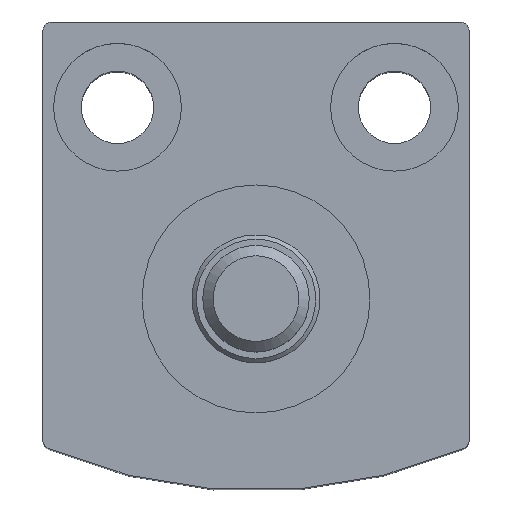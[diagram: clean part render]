
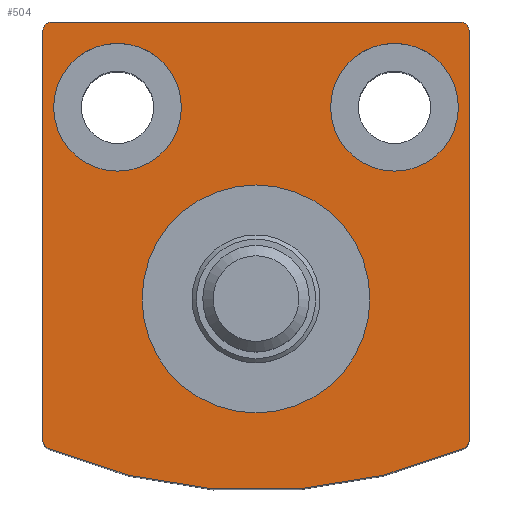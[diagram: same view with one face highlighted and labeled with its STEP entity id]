
A CAD part, top view. The second image highlights one B-rep face of the part: STEP entity #504.
In plain terms, the highlighted planar face has unit normal (0, 0, 1).
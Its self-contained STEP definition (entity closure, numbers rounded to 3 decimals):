
#36=CIRCLE('',#563,0.4);
#38=CIRCLE('',#566,25.);
#40=CIRCLE('',#569,0.4);
#42=CIRCLE('',#573,0.4);
#46=CIRCLE('',#579,0.4);
#50=CIRCLE('',#585,5.35);
#51=CIRCLE('',#586,3.);
#52=CIRCLE('',#587,3.);
#139=ORIENTED_EDGE('',*,*,#233,.F.);
#140=ORIENTED_EDGE('',*,*,#234,.T.);
#141=ORIENTED_EDGE('',*,*,#235,.T.);
#142=ORIENTED_EDGE('',*,*,#205,.T.);
#143=ORIENTED_EDGE('',*,*,#209,.T.);
#144=ORIENTED_EDGE('',*,*,#212,.T.);
#145=ORIENTED_EDGE('',*,*,#215,.T.);
#146=ORIENTED_EDGE('',*,*,#218,.T.);
#147=ORIENTED_EDGE('',*,*,#221,.T.);
#148=ORIENTED_EDGE('',*,*,#226,.T.);
#149=ORIENTED_EDGE('',*,*,#229,.T.);
#205=EDGE_CURVE('',#260,#261,#307,.T.);
#209=EDGE_CURVE('',#261,#264,#36,.T.);
#212=EDGE_CURVE('',#264,#266,#38,.T.);
#215=EDGE_CURVE('',#266,#268,#40,.T.);
#218=EDGE_CURVE('',#268,#270,#314,.T.);
#221=EDGE_CURVE('',#270,#272,#42,.T.);
#226=EDGE_CURVE('',#272,#276,#318,.T.);
#229=EDGE_CURVE('',#276,#260,#46,.T.);
#233=EDGE_CURVE('',#280,#280,#50,.T.);
#234=EDGE_CURVE('',#281,#281,#51,.T.);
#235=EDGE_CURVE('',#282,#282,#52,.T.);
#260=VERTEX_POINT('',#829);
#261=VERTEX_POINT('',#830);
#264=VERTEX_POINT('',#838);
#266=VERTEX_POINT('',#844);
#268=VERTEX_POINT('',#850);
#270=VERTEX_POINT('',#856);
#272=VERTEX_POINT('',#862);
#276=VERTEX_POINT('',#872);
#280=VERTEX_POINT('',#886);
#281=VERTEX_POINT('',#888);
#282=VERTEX_POINT('',#890);
#307=LINE('',#828,#321);
#314=LINE('',#855,#328);
#318=LINE('',#871,#332);
#321=VECTOR('',#648,1000.);
#328=VECTOR('',#675,1000.);
#332=VECTOR('',#691,1000.);
#348=EDGE_LOOP('',(#139));
#349=EDGE_LOOP('',(#140));
#350=EDGE_LOOP('',(#141));
#351=EDGE_LOOP('',(#142,#143,#144,#145,#146,#147,#148,#149));
#420=FACE_BOUND('',#348,.T.);
#421=FACE_BOUND('',#349,.T.);
#422=FACE_BOUND('',#350,.T.);
#423=FACE_BOUND('',#351,.T.);
#483=PLANE('',#584);
#504=ADVANCED_FACE('',(#420,#421,#422,#423),#483,.T.);
#563=AXIS2_PLACEMENT_3D('',#837,#654,#655);
#566=AXIS2_PLACEMENT_3D('',#843,#661,#662);
#569=AXIS2_PLACEMENT_3D('',#849,#668,#669);
#573=AXIS2_PLACEMENT_3D('',#861,#680,#681);
#579=AXIS2_PLACEMENT_3D('',#877,#696,#697);
#584=AXIS2_PLACEMENT_3D('',#884,#706,#707);
#585=AXIS2_PLACEMENT_3D('',#885,#708,#709);
#586=AXIS2_PLACEMENT_3D('',#887,#710,#711);
#587=AXIS2_PLACEMENT_3D('',#889,#712,#713);
#648=DIRECTION('',(0.,-1.,0.));
#654=DIRECTION('',(0.,0.,1.));
#655=DIRECTION('',(1.,0.,0.));
#661=DIRECTION('',(0.,0.,1.));
#662=DIRECTION('',(1.,0.,0.));
#668=DIRECTION('',(0.,0.,1.));
#669=DIRECTION('',(1.,0.,0.));
#675=DIRECTION('',(0.,1.,0.));
#680=DIRECTION('',(0.,0.,1.));
#681=DIRECTION('',(1.,0.,0.));
#691=DIRECTION('',(-1.,0.,0.));
#696=DIRECTION('',(0.,0.,1.));
#697=DIRECTION('',(1.,0.,0.));
#706=DIRECTION('',(0.,0.,1.));
#707=DIRECTION('',(1.,0.,0.));
#708=DIRECTION('',(0.,0.,1.));
#709=DIRECTION('',(1.,0.,0.));
#710=DIRECTION('',(0.,0.,-1.));
#711=DIRECTION('',(-1.,0.,0.));
#712=DIRECTION('',(0.,0.,-1.));
#713=DIRECTION('',(-1.,0.,0.));
#828=CARTESIAN_POINT('',(-10.,12.6,0.));
#829=CARTESIAN_POINT('',(-10.,12.6,0.));
#830=CARTESIAN_POINT('',(-10.,-6.65,0.));
#837=CARTESIAN_POINT('',(-9.6,-6.65,0.));
#838=CARTESIAN_POINT('',(-9.756,-7.018,0.));
#843=CARTESIAN_POINT('',(0.,16.,0.));
#844=CARTESIAN_POINT('',(9.756,-7.018,0.));
#849=CARTESIAN_POINT('',(9.6,-6.65,0.));
#850=CARTESIAN_POINT('',(10.,-6.65,0.));
#855=CARTESIAN_POINT('',(10.,-6.65,0.));
#856=CARTESIAN_POINT('',(10.,12.6,0.));
#861=CARTESIAN_POINT('',(9.6,12.6,0.));
#862=CARTESIAN_POINT('',(9.6,13.,0.));
#871=CARTESIAN_POINT('',(9.6,13.,0.));
#872=CARTESIAN_POINT('',(-9.6,13.,0.));
#877=CARTESIAN_POINT('',(-9.6,12.6,0.));
#884=CARTESIAN_POINT('',(-9.6,-6.65,0.));
#885=CARTESIAN_POINT('',(0.,0.,0.));
#886=CARTESIAN_POINT('',(5.35,0.,0.));
#887=CARTESIAN_POINT('',(6.5,9.,0.));
#888=CARTESIAN_POINT('',(3.5,9.,0.));
#889=CARTESIAN_POINT('',(-6.5,9.,0.));
#890=CARTESIAN_POINT('',(-9.5,9.,0.));
